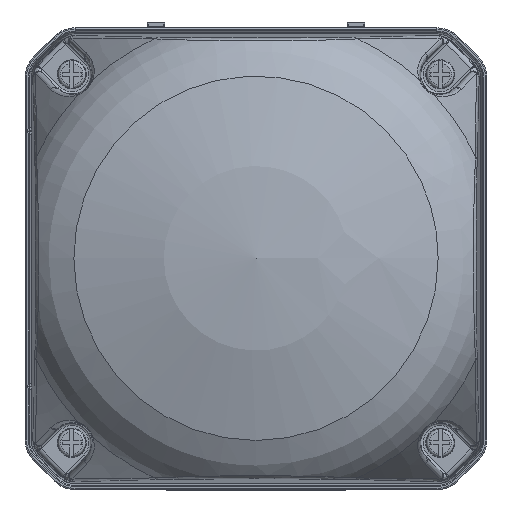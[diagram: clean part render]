
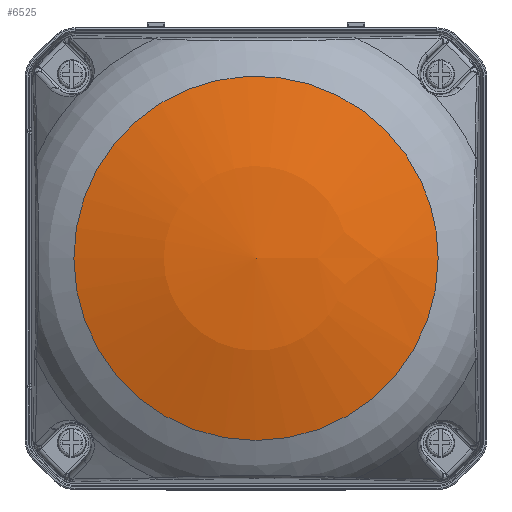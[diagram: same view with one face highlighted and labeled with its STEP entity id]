
A CAD part, top view. The second image highlights one B-rep face of the part: STEP entity #6525.
In plain terms, the highlighted spherical face has radius 117.005 mm.
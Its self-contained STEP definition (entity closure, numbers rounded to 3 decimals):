
#363=SPHERICAL_SURFACE('',#22164,117.005);
#2028=FACE_OUTER_BOUND('',#8560,.T.);
#6525=ADVANCED_FACE('',(#2028),#363,.T.);
#8560=EDGE_LOOP('',(#13541));
#13541=ORIENTED_EDGE('',*,*,#18453,.T.);
#15844=VERTEX_POINT('',#37065);
#18453=EDGE_CURVE('',#15844,#15844,#19986,.T.);
#19986=CIRCLE('',#22099,37.08);
#22099=AXIS2_PLACEMENT_3D('',#37064,#27301,#27302);
#22164=AXIS2_PLACEMENT_3D('',#38387,#27569,#27570);
#27301=DIRECTION('',(0.,0.,1.));
#27302=DIRECTION('',(-1.,0.,0.));
#27569=DIRECTION('',(0.,0.,1.));
#27570=DIRECTION('',(1.,0.,0.));
#37064=CARTESIAN_POINT('',(0.,0.,50.769));
#37065=CARTESIAN_POINT('',(-37.08,0.,50.769));
#38387=CARTESIAN_POINT('',(0.,0.,-60.205));
